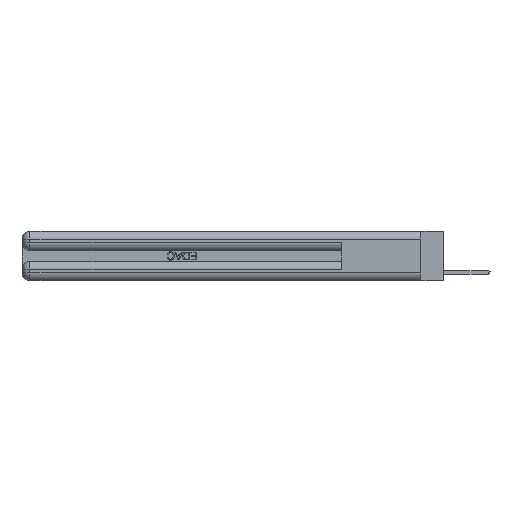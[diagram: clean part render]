
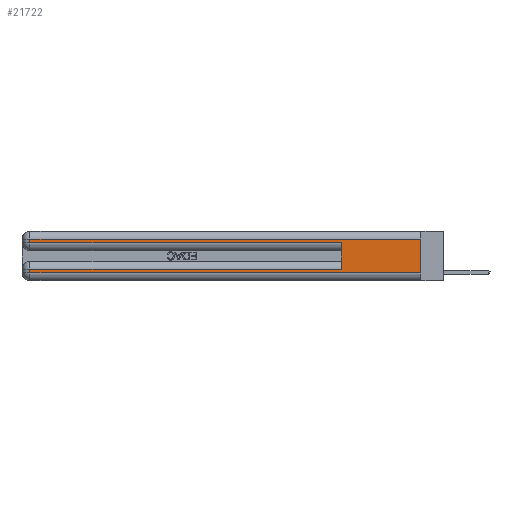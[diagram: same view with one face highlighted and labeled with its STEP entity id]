
A CAD part, left-side view. The second image highlights one B-rep face of the part: STEP entity #21722.
In plain terms, the highlighted planar face has unit normal (-1, 0, 0).
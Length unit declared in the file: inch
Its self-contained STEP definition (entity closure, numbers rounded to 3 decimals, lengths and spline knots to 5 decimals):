
#228 = CARTESIAN_POINT ( 'NONE',  ( 0., 2.94, 0.285 ) ) ;
#582 = CARTESIAN_POINT ( 'NONE',  ( 0., 2.94, 0.37 ) ) ;
#2541 = VECTOR ( 'NONE', #31419, 39.37008 ) ;
#2554 = CARTESIAN_POINT ( 'NONE',  ( 0., 0., 0.06 ) ) ;
#2968 = AXIS2_PLACEMENT_3D ( 'NONE', #10489, #20378, #25662 ) ;
#4482 = CARTESIAN_POINT ( 'NONE',  ( 0., 2.94, 0.37 ) ) ;
#4545 = VERTEX_POINT ( 'NONE', #11543 ) ;
#4581 = LINE ( 'NONE', #13395, #14495 ) ;
#4700 = EDGE_CURVE ( 'NONE', #16184, #23450, #26432, .T. ) ;
#5383 = CARTESIAN_POINT ( 'NONE',  ( 0., 0.6, 0.145 ) ) ;
#6067 = EDGE_LOOP ( 'NONE', ( #15777, #10476, #14658, #10651, #24673, #28193, #7296, #22223 ) ) ;
#6694 = CARTESIAN_POINT ( 'NONE',  ( 0., 0., 0.31 ) ) ;
#7296 = ORIENTED_EDGE ( 'NONE', *, *, #21275, .T. ) ;
#7520 = VERTEX_POINT ( 'NONE', #15570 ) ;
#7710 = LINE ( 'NONE', #582, #12254 ) ;
#10476 = ORIENTED_EDGE ( 'NONE', *, *, #13251, .T. ) ;
#10489 = CARTESIAN_POINT ( 'NONE',  ( 0., 0., 0.37 ) ) ;
#10651 = ORIENTED_EDGE ( 'NONE', *, *, #27803, .T. ) ;
#11222 = VERTEX_POINT ( 'NONE', #29624 ) ;
#11543 = CARTESIAN_POINT ( 'NONE',  ( 0., 2.94, 0.085 ) ) ;
#11989 = EDGE_CURVE ( 'NONE', #11222, #7520, #25831, .T. ) ;
#12254 = VECTOR ( 'NONE', #24875, 39.37008 ) ;
#13251 = EDGE_CURVE ( 'NONE', #27477, #27967, #4581, .T. ) ;
#13395 = CARTESIAN_POINT ( 'NONE',  ( 0., 0., 0.31 ) ) ;
#14495 = VECTOR ( 'NONE', #30708, 39.37008 ) ;
#14658 = ORIENTED_EDGE ( 'NONE', *, *, #24708, .T. ) ;
#15455 = PLANE ( 'NONE',  #2968 ) ;
#15570 = CARTESIAN_POINT ( 'NONE',  ( 0., 0.6, 0.285 ) ) ;
#15777 = ORIENTED_EDGE ( 'NONE', *, *, #21220, .F. ) ;
#15933 = LINE ( 'NONE', #4482, #2541 ) ;
#16184 = VERTEX_POINT ( 'NONE', #31100 ) ;
#16269 = CARTESIAN_POINT ( 'NONE',  ( 0., 0., 0.285 ) ) ;
#17581 = CARTESIAN_POINT ( 'NONE',  ( 0., 0., 0.06 ) ) ;
#18657 = DIRECTION ( 'NONE',  ( 0., -1., 0. ) ) ;
#19746 = DIRECTION ( 'NONE',  ( 0., -1., 0. ) ) ;
#20378 = DIRECTION ( 'NONE',  ( 1., 0., 0. ) ) ;
#21012 = VECTOR ( 'NONE', #28389, 39.37008 ) ;
#21220 = EDGE_CURVE ( 'NONE', #27477, #23450, #27544, .T. ) ;
#21275 = EDGE_CURVE ( 'NONE', #4545, #16184, #15933, .T. ) ;
#21722 = ADVANCED_FACE ( 'NONE', ( #22169 ), #15455, .F. ) ;
#22169 = FACE_OUTER_BOUND ( 'NONE', #6067, .T. ) ;
#22223 = ORIENTED_EDGE ( 'NONE', *, *, #4700, .T. ) ;
#23063 = EDGE_CURVE ( 'NONE', #11222, #4545, #29176, .T. ) ;
#23450 = VERTEX_POINT ( 'NONE', #17581 ) ;
#23900 = VECTOR ( 'NONE', #27645, 39.37008 ) ;
#24673 = ORIENTED_EDGE ( 'NONE', *, *, #11989, .F. ) ;
#24708 = EDGE_CURVE ( 'NONE', #27967, #25216, #7710, .T. ) ;
#24875 = DIRECTION ( 'NONE',  ( 0., 0., -1. ) ) ;
#25216 = VERTEX_POINT ( 'NONE', #228 ) ;
#25662 = DIRECTION ( 'NONE',  ( 0., 0., -1. ) ) ;
#25777 = CARTESIAN_POINT ( 'NONE',  ( 0., 2.94, 0.31 ) ) ;
#25831 = LINE ( 'NONE', #5383, #23900 ) ;
#25928 = CARTESIAN_POINT ( 'NONE',  ( 0., 0., 0.37 ) ) ;
#26432 = LINE ( 'NONE', #2554, #26784 ) ;
#26784 = VECTOR ( 'NONE', #19746, 39.37008 ) ;
#27477 = VERTEX_POINT ( 'NONE', #6694 ) ;
#27544 = LINE ( 'NONE', #25928, #21012 ) ;
#27645 = DIRECTION ( 'NONE',  ( 0., 0., 1. ) ) ;
#27780 = DIRECTION ( 'NONE',  ( 0., 1., 0. ) ) ;
#27803 = EDGE_CURVE ( 'NONE', #25216, #7520, #28675, .T. ) ;
#27896 = VECTOR ( 'NONE', #18657, 39.37008 ) ;
#27904 = CARTESIAN_POINT ( 'NONE',  ( 0., 0., 0.085 ) ) ;
#27967 = VERTEX_POINT ( 'NONE', #25777 ) ;
#28193 = ORIENTED_EDGE ( 'NONE', *, *, #23063, .T. ) ;
#28360 = VECTOR ( 'NONE', #27780, 39.37008 ) ;
#28389 = DIRECTION ( 'NONE',  ( 0., 0., -1. ) ) ;
#28675 = LINE ( 'NONE', #16269, #27896 ) ;
#29176 = LINE ( 'NONE', #27904, #28360 ) ;
#29624 = CARTESIAN_POINT ( 'NONE',  ( 0., 0.6, 0.085 ) ) ;
#30708 = DIRECTION ( 'NONE',  ( 0., 1., 0. ) ) ;
#31100 = CARTESIAN_POINT ( 'NONE',  ( 0., 2.94, 0.06 ) ) ;
#31419 = DIRECTION ( 'NONE',  ( 0., 0., -1. ) ) ;
